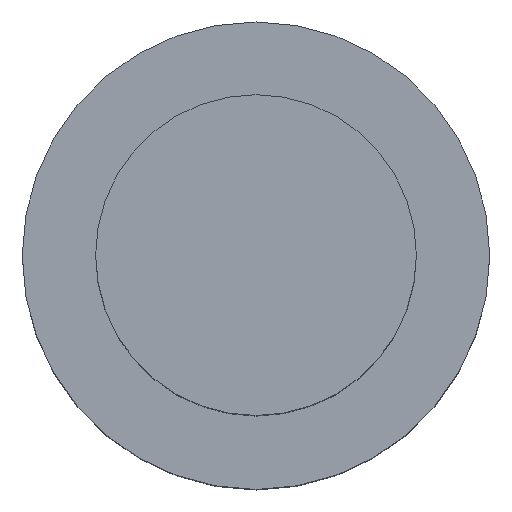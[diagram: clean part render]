
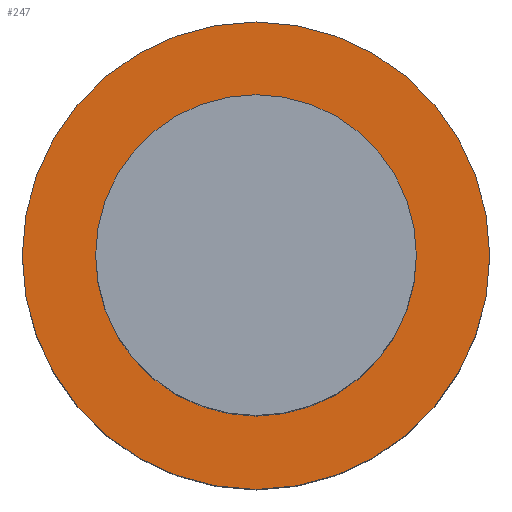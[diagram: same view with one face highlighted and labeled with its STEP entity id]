
A CAD part, top view. The second image highlights one B-rep face of the part: STEP entity #247.
In plain terms, the highlighted face is planar.
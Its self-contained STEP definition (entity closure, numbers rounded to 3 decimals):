
#68=CARTESIAN_POINT('',(0.,0.,0.));
#69=DIRECTION('',(0.,0.,-1.));
#70=DIRECTION('',(0.,1.,0.));
#71=AXIS2_PLACEMENT_3D('',#68,#69,#70);
#90=CARTESIAN_POINT('',(0.,0.,0.));
#91=DIRECTION('',(0.,0.,1.));
#92=DIRECTION('',(0.,1.,0.));
#93=AXIS2_PLACEMENT_3D('',#90,#91,#92);
#98=CARTESIAN_POINT('',(0.,0.,0.));
#99=DIRECTION('',(0.,0.,-1.));
#100=DIRECTION('',(0.,1.,0.));
#101=AXIS2_PLACEMENT_3D('',#98,#99,#100);
#106=CARTESIAN_POINT('',(0.,0.,0.));
#107=DIRECTION('',(0.,0.,1.));
#108=DIRECTION('',(0.,1.,0.));
#109=AXIS2_PLACEMENT_3D('',#106,#107,#108);
#145=CARTESIAN_POINT('',(0.,5.491,0.));
#147=VERTEX_POINT('',#145);
#148=CARTESIAN_POINT('',(0.,8.,0.));
#150=VERTEX_POINT('',#148);
#155=CARTESIAN_POINT('',(0.,-5.491,0.));
#157=VERTEX_POINT('',#155);
#158=CARTESIAN_POINT('',(0.,-8.,0.));
#160=VERTEX_POINT('',#158);
#232=CARTESIAN_POINT('',(0.,0.,0.));
#233=DIRECTION('',(0.,0.,-1.));
#234=DIRECTION('',(0.,-1.,0.));
#235=AXIS2_PLACEMENT_3D('',#232,#233,#234);
#236=PLANE('',#235);
#237=ORIENTED_EDGE('',*,*,#227,.T.);
#238=ORIENTED_EDGE('',*,*,#211,.F.);
#239=EDGE_LOOP('',(#237,#238));
#240=FACE_OUTER_BOUND('',#239,.F.);
#242=ORIENTED_EDGE('',*,*,#241,.T.);
#244=ORIENTED_EDGE('',*,*,#243,.F.);
#245=EDGE_LOOP('',(#242,#244));
#246=FACE_BOUND('',#245,.F.);
#247=ADVANCED_FACE('',(#240,#246),#236,.T.);
#72=CIRCLE('',#71,8.);
#94=CIRCLE('',#93,8.);
#102=CIRCLE('',#101,5.491);
#110=CIRCLE('',#109,5.491);
#211=EDGE_CURVE('',#150,#160,#72,.T.);
#227=EDGE_CURVE('',#150,#160,#94,.T.);
#241=EDGE_CURVE('',#147,#157,#102,.T.);
#243=EDGE_CURVE('',#147,#157,#110,.T.);
